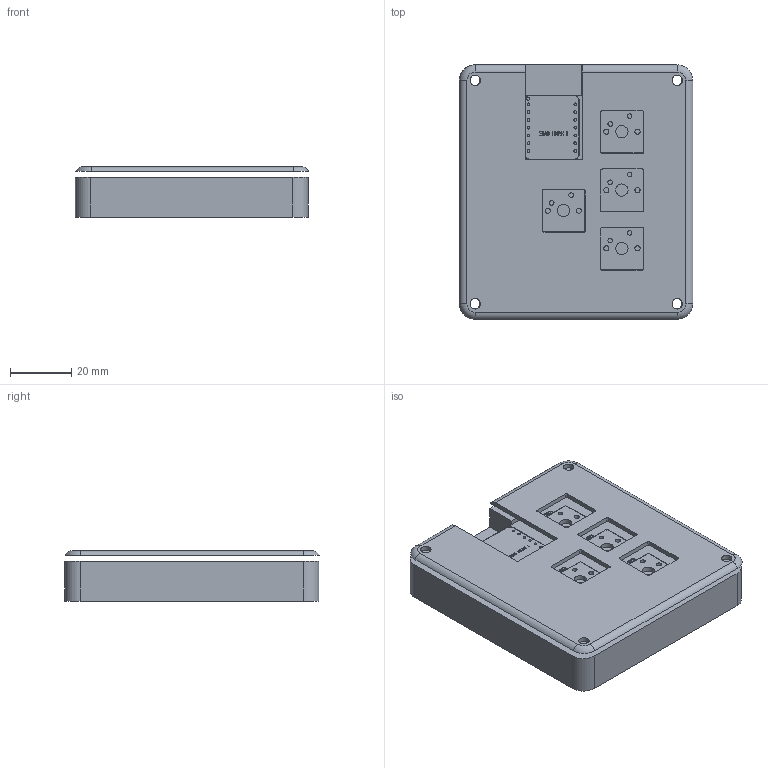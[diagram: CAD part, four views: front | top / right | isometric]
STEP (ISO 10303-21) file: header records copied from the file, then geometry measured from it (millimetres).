
FILE_DESCRIPTION(/* description */ (''),/* implementation_level */ '2;1');
FILE_NAME(/* name */ 'ALL Components & Case.step',/* time_stamp */ '2025-12-03T20:52:10+05:30',/* author */ (''),/* organization */ (''),/* preprocessor_version */ 'ST-DEVELOPER v20.1',/* originating_system */ 'Autodesk Translation Framework v14.4.0.0',/* authorisation */ '');
FILE_SCHEMA (('AUTOMOTIVE_DESIGN { 1 0 10303 214 3 1 1 }'));
Length unit declared in the file: millimetre
Products named in the file (5): Case; TopPlate; Schematics 1; Schematics_silkscreen; Schematics_PCB
Assembly tree (4 placements, depth 3):
  Case
    TopPlate
    Schematics 1
      Schematics_silkscreen
      Schematics_PCB
Bounding box: 76.19 x 83.08 x 16.5 mm (x, y, z)
Volume: 56395 mm3; surface area: 37196.8 mm2
Topology: 3 solids, 55 shells, 341 faces, 1673 edges, 1408 vertices
Faces by surface type: plane 184, bspline 82, cylinder 71, torus 4
Full cylindrical faces by diameter (mm): 0.889 x14, 1.5 x8, 1.7 x8, 3.4 x8, 4 x4, 6 x4
Entity records: 18195 total; most frequent: CARTESIAN_POINT 4825, ORIENTED_EDGE 2468, DIRECTION 2410, EDGE_CURVE 1673, VERTEX_POINT 1408, LINE 1144, VECTOR 1144, AXIS2_PLACEMENT_3D 633
